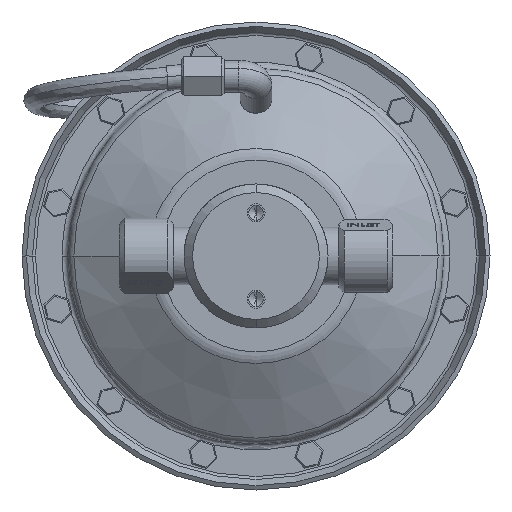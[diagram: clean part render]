
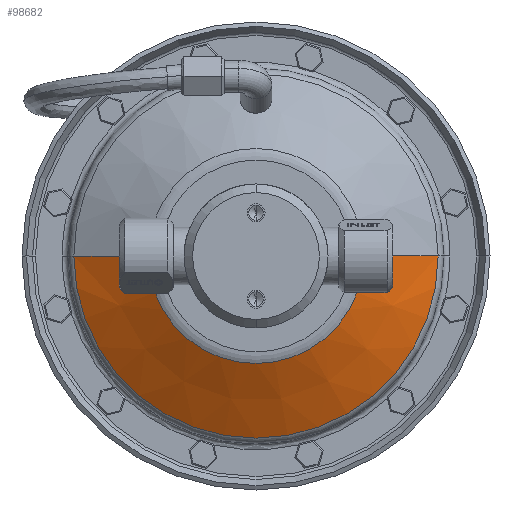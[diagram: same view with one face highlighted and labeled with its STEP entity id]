
A CAD part, front view. The second image highlights one B-rep face of the part: STEP entity #98682.
In plain terms, the highlighted conical face has half-angle 60 degrees and reference radius 47.39 mm.
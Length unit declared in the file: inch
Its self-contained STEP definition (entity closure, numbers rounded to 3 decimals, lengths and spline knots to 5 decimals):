
#3299 = DIRECTION ( 'NONE',  ( 0., 1., 0. ) ) ;
#8540 = ORIENTED_EDGE ( 'NONE', *, *, #97791, .F. ) ;
#8861 = DIRECTION ( 'NONE',  ( 0., 0., 1. ) ) ;
#10728 = VECTOR ( 'NONE', #68273, 39.37008 ) ;
#12158 = EDGE_CURVE ( 'NONE', #55076, #146794, #87753, .T. ) ;
#18938 = FACE_OUTER_BOUND ( 'NONE', #36440, .T. ) ;
#22318 = AXIS2_PLACEMENT_3D ( 'NONE', #147228, #78099, #8861 ) ;
#27599 = AXIS2_PLACEMENT_3D ( 'NONE', #72511, #3299, #84119 ) ;
#32074 = EDGE_CURVE ( 'NONE', #143097, #55589, #42349, .T. ) ;
#36440 = EDGE_LOOP ( 'NONE', ( #8540, #139159, #123366, #75153 ) ) ;
#37025 = CARTESIAN_POINT ( 'NONE',  ( 0., -1.89641, 0. ) ) ;
#39853 = CARTESIAN_POINT ( 'NONE',  ( 0., -1.89641, -1.86576 ) ) ;
#42349 = CIRCLE ( 'NONE', #22318, 1.86576 ) ;
#43179 = CARTESIAN_POINT ( 'NONE',  ( 0., -1.14774, 3.1625 ) ) ;
#47523 = VECTOR ( 'NONE', #125640, 39.37008 ) ;
#55076 = VERTEX_POINT ( 'NONE', #117176 ) ;
#55589 = VERTEX_POINT ( 'NONE', #56455 ) ;
#56455 = CARTESIAN_POINT ( 'NONE',  ( 0., -1.89641, 1.86576 ) ) ;
#56555 = AXIS2_PLACEMENT_3D ( 'NONE', #37025, #105702, #117867 ) ;
#68273 = DIRECTION ( 'NONE',  ( 0., 0.5, -0.866 ) ) ;
#72511 = CARTESIAN_POINT ( 'NONE',  ( 0., -1.14774, 0. ) ) ;
#75153 = ORIENTED_EDGE ( 'NONE', *, *, #12158, .F. ) ;
#78099 = DIRECTION ( 'NONE',  ( 0., 1., 0. ) ) ;
#84119 = DIRECTION ( 'NONE',  ( 0., 0., 1. ) ) ;
#87753 = CIRCLE ( 'NONE', #27599, 3.1625 ) ;
#93022 = CONICAL_SURFACE ( 'NONE', #56555, 1.86576, 1.047 ) ;
#97791 = EDGE_CURVE ( 'NONE', #143097, #55076, #130020, .T. ) ;
#98682 = ADVANCED_FACE ( 'NONE', ( #18938 ), #93022, .T. ) ;
#99245 = CARTESIAN_POINT ( 'NONE',  ( 0., -1.89641, -1.86576 ) ) ;
#105702 = DIRECTION ( 'NONE',  ( 0., 1., 0. ) ) ;
#114011 = CARTESIAN_POINT ( 'NONE',  ( 0., -1.89641, 1.86576 ) ) ;
#117176 = CARTESIAN_POINT ( 'NONE',  ( 0., -1.14774, -3.1625 ) ) ;
#117867 = DIRECTION ( 'NONE',  ( 0., 0., 1. ) ) ;
#123366 = ORIENTED_EDGE ( 'NONE', *, *, #127256, .T. ) ;
#125640 = DIRECTION ( 'NONE',  ( 0., 0.5, 0.866 ) ) ;
#127256 = EDGE_CURVE ( 'NONE', #55589, #146794, #139700, .T. ) ;
#130020 = LINE ( 'NONE', #39853, #10728 ) ;
#139159 = ORIENTED_EDGE ( 'NONE', *, *, #32074, .T. ) ;
#139700 = LINE ( 'NONE', #114011, #47523 ) ;
#143097 = VERTEX_POINT ( 'NONE', #99245 ) ;
#146794 = VERTEX_POINT ( 'NONE', #43179 ) ;
#147228 = CARTESIAN_POINT ( 'NONE',  ( 0., -1.89641, 0. ) ) ;
